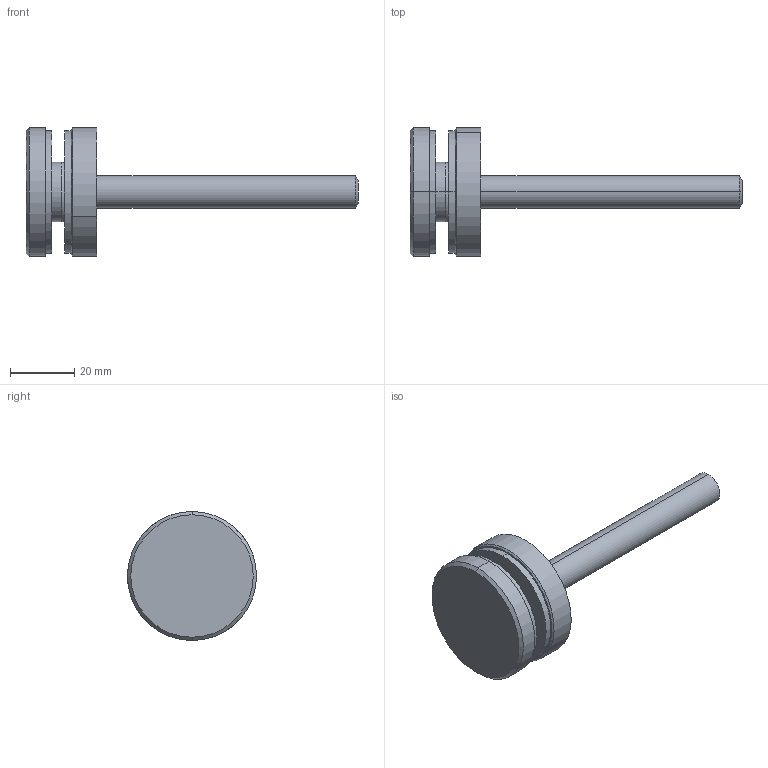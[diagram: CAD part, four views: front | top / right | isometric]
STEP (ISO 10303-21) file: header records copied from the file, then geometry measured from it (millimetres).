
FILE_DESCRIPTION (( 'STEP AP203' ), '1' );
FILE_NAME ('A_0742-000.STEP', '2023-02-21T10:05:41', ( '' ), ( '' ), 'SwSTEP 2.0', 'SolidWorks 2019', '' );
FILE_SCHEMA (( 'CONFIG_CONTROL_DESIGN' ));
Length unit declared in the file: millimetre
Products named in the file (6): A_0742-000.P1; A_0742-000.P2; A_0742-000.P3; Skrutka DIN 913_SKRUTKA M10X50; A_0742-000; A_0742-000.P4
Assembly tree (5 placements, depth 2):
  A_0742-000
    A_0742-000.P2
    A_0742-000.P4
    A_0742-000.P3
    A_0742-000.P1
    Skrutka DIN 913_SKRUTKA M10X50
Bounding box: 103 x 40 x 40 mm (x, y, z)
Volume: 29210 mm3; surface area: 15726.4 mm2
Topology: 5 solids, 5 shells, 61 faces, 128 edges, 77 vertices
Faces by surface type: cylinder 24, plane 19, cone 16, torus 2
Entity records: 2298 total; most frequent: CARTESIAN_POINT 325, DIRECTION 322, ORIENTED_EDGE 248, AXIS2_PLACEMENT_3D 132, EDGE_CURVE 124, VERTEX_POINT 77, EDGE_LOOP 71, CIRCLE 63
